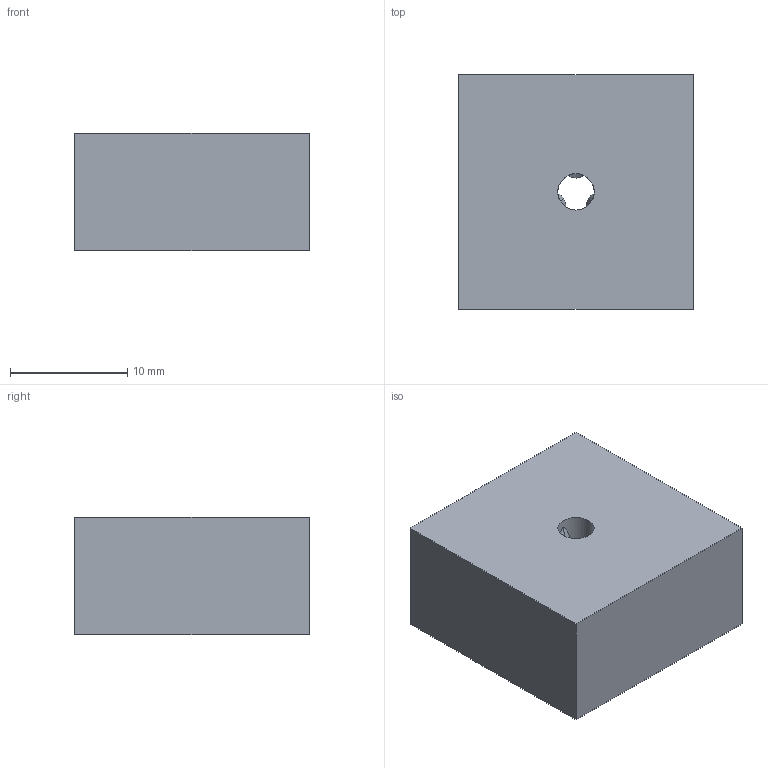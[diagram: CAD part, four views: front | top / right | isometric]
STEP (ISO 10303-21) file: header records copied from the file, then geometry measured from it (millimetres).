
FILE_DESCRIPTION(('FreeCAD Model'),'2;1');
FILE_NAME('Open CASCADE Shape Model','2025-05-23T14:23:52',(''),(''), 'Open CASCADE STEP processor 7.8','FreeCAD','Unknown');
FILE_SCHEMA(('AUTOMOTIVE_DESIGN { 1 0 10303 214 1 1 1 1 }'));
Length unit declared in the file: millimetre
Products named in the file (1): Body
Bounding box: 20 x 20 x 10 mm (x, y, z)
Volume: 3932.7 mm3; surface area: 1684 mm2
Topology: 1 solids, 1 shells, 16 faces, 45 edges, 31 vertices
Faces by surface type: plane 6, cone 6, cylinder 4
Full cylindrical faces by diameter (mm): 3.1 x1
Entity records: 759 total; most frequent: CARTESIAN_POINT 306, DIRECTION 90, ORIENTED_EDGE 90, EDGE_CURVE 45, AXIS2_PLACEMENT_3D 34, VERTEX_POINT 31, LINE 22, VECTOR 22
